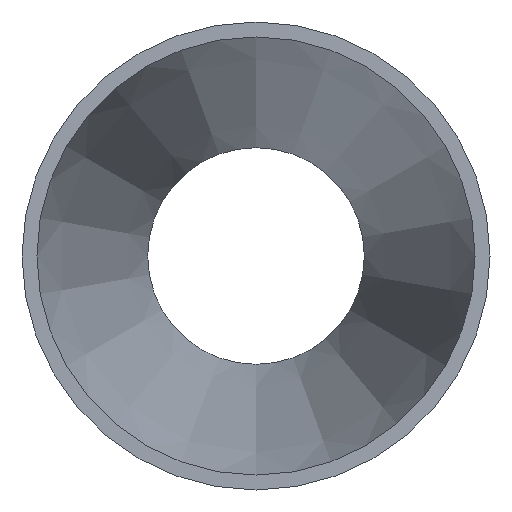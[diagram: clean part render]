
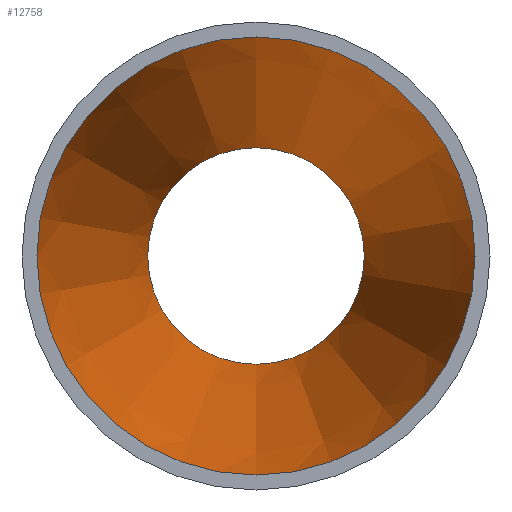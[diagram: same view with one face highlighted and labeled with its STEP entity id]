
A CAD part, front view. The second image highlights one B-rep face of the part: STEP entity #12758.
In plain terms, the highlighted conical face has half-angle 11.274 degrees and reference radius 29.961 mm.
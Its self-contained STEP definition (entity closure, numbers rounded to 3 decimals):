
#813 = FACE_BOUND ( 'NONE', #10228, .T. ) ;
#1730 = ORIENTED_EDGE ( 'NONE', *, *, #20725, .T. ) ;
#1973 = ORIENTED_EDGE ( 'NONE', *, *, #22409, .F. ) ;
#1992 = VERTEX_POINT ( 'NONE', #8926 ) ;
#4221 = CARTESIAN_POINT ( 'NONE',  ( 0., 0., 0. ) ) ;
#5029 = CIRCLE ( 'NONE', #15636, 14.811 ) ;
#5484 = DIRECTION ( 'NONE',  ( 0., 0., -1. ) ) ;
#6256 = FACE_OUTER_BOUND ( 'NONE', #17851, .T. ) ;
#6983 = CARTESIAN_POINT ( 'NONE',  ( 0., 0., 0. ) ) ;
#8839 = CARTESIAN_POINT ( 'NONE',  ( 0., 76., 0. ) ) ;
#8926 = CARTESIAN_POINT ( 'NONE',  ( 0., 0., -29.961 ) ) ;
#9072 = DIRECTION ( 'NONE',  ( 0., 0., -1. ) ) ;
#9687 = DIRECTION ( 'NONE',  ( 0., -1., 0. ) ) ;
#10228 = EDGE_LOOP ( 'NONE', ( #1973 ) ) ;
#10999 = DIRECTION ( 'NONE',  ( 0., -1., 0. ) ) ;
#12758 = ADVANCED_FACE ( 'NONE', ( #813, #6256 ), #21533, .F. ) ;
#13516 = AXIS2_PLACEMENT_3D ( 'NONE', #4221, #9687, #14728 ) ;
#14191 = VERTEX_POINT ( 'NONE', #14404 ) ;
#14404 = CARTESIAN_POINT ( 'NONE',  ( 0., 76., -14.811 ) ) ;
#14728 = DIRECTION ( 'NONE',  ( 0., 0., -1. ) ) ;
#15636 = AXIS2_PLACEMENT_3D ( 'NONE', #8839, #10999, #9072 ) ;
#15798 = DIRECTION ( 'NONE',  ( 0., -1., 0. ) ) ;
#15955 = AXIS2_PLACEMENT_3D ( 'NONE', #6983, #15798, #5484 ) ;
#17851 = EDGE_LOOP ( 'NONE', ( #1730 ) ) ;
#20725 = EDGE_CURVE ( 'NONE', #1992, #1992, #21056, .T. ) ;
#21056 = CIRCLE ( 'NONE', #15955, 29.961 ) ;
#21533 = CONICAL_SURFACE ( 'NONE', #13516, 29.961, 0.197 ) ;
#22409 = EDGE_CURVE ( 'NONE', #14191, #14191, #5029, .T. ) ;
